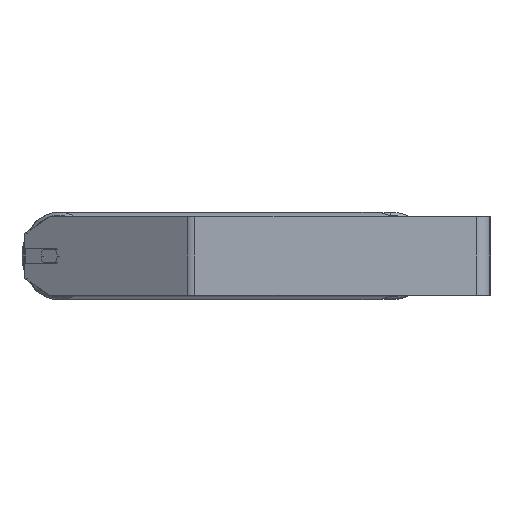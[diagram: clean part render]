
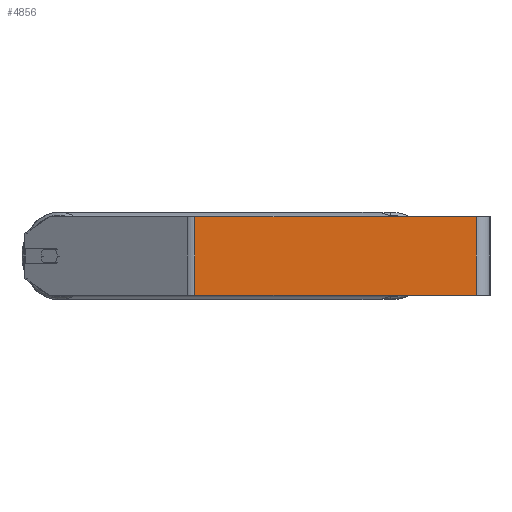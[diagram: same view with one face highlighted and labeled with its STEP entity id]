
A CAD part, left-side view. The second image highlights one B-rep face of the part: STEP entity #4856.
In plain terms, the highlighted planar face has unit normal (-1, 0, 0).
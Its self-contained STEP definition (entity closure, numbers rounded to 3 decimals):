
#127 = DIRECTION ( 'NONE',  ( 0., 0., -1. ) ) ;
#222 = ORIENTED_EDGE ( 'NONE', *, *, #976, .T. ) ;
#583 = DIRECTION ( 'NONE',  ( 1., 0., 0. ) ) ;
#618 = ORIENTED_EDGE ( 'NONE', *, *, #3825, .F. ) ;
#689 = LINE ( 'NONE', #4825, #5306 ) ;
#796 = CARTESIAN_POINT ( 'NONE',  ( -900., 299.706, 40. ) ) ;
#939 = VECTOR ( 'NONE', #6576, 1000. ) ;
#976 = EDGE_CURVE ( 'NONE', #3135, #7908, #1543, .T. ) ;
#1306 = EDGE_LOOP ( 'NONE', ( #4930, #618, #8656, #222 ) ) ;
#1372 = DIRECTION ( 'NONE',  ( 0., 0., -1. ) ) ;
#1543 = LINE ( 'NONE', #796, #6978 ) ;
#1985 = CARTESIAN_POINT ( 'NONE',  ( -900., 304.121, 40. ) ) ;
#2128 = DIRECTION ( 'NONE',  ( 0., -1., 0. ) ) ;
#2467 = CARTESIAN_POINT ( 'NONE',  ( -900., 299.706, -40. ) ) ;
#2635 = VERTEX_POINT ( 'NONE', #4794 ) ;
#2754 = VERTEX_POINT ( 'NONE', #7756 ) ;
#2981 = DIRECTION ( 'NONE',  ( 0., 0., -1. ) ) ;
#3135 = VERTEX_POINT ( 'NONE', #7747 ) ;
#3825 = EDGE_CURVE ( 'NONE', #2635, #2754, #4310, .T. ) ;
#3868 = CARTESIAN_POINT ( 'NONE',  ( -900., 304.121, 40. ) ) ;
#3953 = LINE ( 'NONE', #3868, #939 ) ;
#4310 = LINE ( 'NONE', #7021, #6283 ) ;
#4594 = PLANE ( 'NONE',  #6435 ) ;
#4794 = CARTESIAN_POINT ( 'NONE',  ( -900., 14., 40. ) ) ;
#4825 = CARTESIAN_POINT ( 'NONE',  ( -900., 304.121, -40. ) ) ;
#4856 = ADVANCED_FACE ( 'NONE', ( #8146 ), #4594, .F. ) ;
#4930 = ORIENTED_EDGE ( 'NONE', *, *, #5736, .T. ) ;
#5117 = EDGE_CURVE ( 'NONE', #3135, #2635, #3953, .T. ) ;
#5306 = VECTOR ( 'NONE', #2128, 1000. ) ;
#5736 = EDGE_CURVE ( 'NONE', #7908, #2754, #689, .T. ) ;
#6283 = VECTOR ( 'NONE', #2981, 1000. ) ;
#6435 = AXIS2_PLACEMENT_3D ( 'NONE', #1985, #583, #1372 ) ;
#6576 = DIRECTION ( 'NONE',  ( 0., -1., 0. ) ) ;
#6978 = VECTOR ( 'NONE', #127, 1000. ) ;
#7021 = CARTESIAN_POINT ( 'NONE',  ( -900., 14., 40. ) ) ;
#7747 = CARTESIAN_POINT ( 'NONE',  ( -900., 299.706, 40. ) ) ;
#7756 = CARTESIAN_POINT ( 'NONE',  ( -900., 14., -40. ) ) ;
#7908 = VERTEX_POINT ( 'NONE', #2467 ) ;
#8146 = FACE_OUTER_BOUND ( 'NONE', #1306, .T. ) ;
#8656 = ORIENTED_EDGE ( 'NONE', *, *, #5117, .F. ) ;
